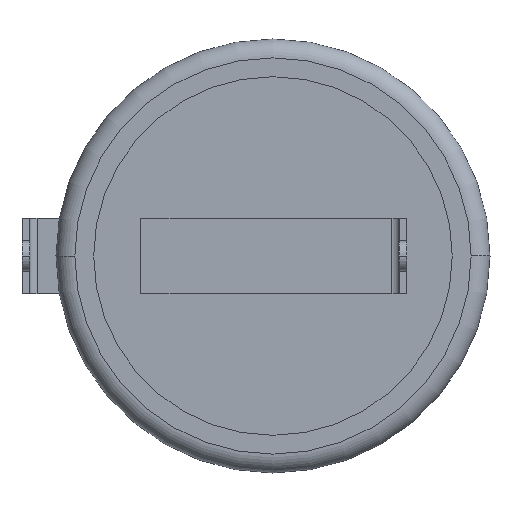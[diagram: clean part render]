
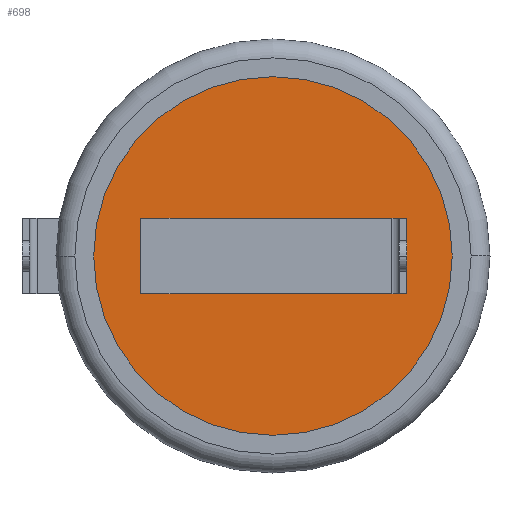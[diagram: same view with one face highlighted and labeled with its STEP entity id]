
A CAD part, front view. The second image highlights one B-rep face of the part: STEP entity #698.
In plain terms, the highlighted planar face has unit normal (0, -1, 0).
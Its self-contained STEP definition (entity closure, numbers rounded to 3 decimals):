
#75 = EDGE_CURVE ( 'NONE', #524, #210, #1082, .T. ) ;
#170 = DIRECTION ( 'NONE',  ( -1., 0., 0. ) ) ;
#210 = VERTEX_POINT ( 'NONE', #335 ) ;
#235 = FACE_OUTER_BOUND ( 'NONE', #1140, .T. ) ;
#331 = DIRECTION ( 'NONE',  ( 0., -1., 0. ) ) ;
#335 = CARTESIAN_POINT ( 'NONE',  ( 0., 0.2, 4.75 ) ) ;
#524 = VERTEX_POINT ( 'NONE', #798 ) ;
#698 = ADVANCED_FACE ( 'NONE', ( #235 ), #1388, .F. ) ;
#706 = ORIENTED_EDGE ( 'NONE', *, *, #1137, .T. ) ;
#713 = CARTESIAN_POINT ( 'NONE',  ( -3.5, 0.2, 1. ) ) ;
#720 = ORIENTED_EDGE ( 'NONE', *, *, #75, .T. ) ;
#724 = AXIS2_PLACEMENT_3D ( 'NONE', #713, #957, #1034 ) ;
#798 = CARTESIAN_POINT ( 'NONE',  ( 0., 0.2, -4.75 ) ) ;
#829 = CIRCLE ( 'NONE', #847, 4.75 ) ;
#840 = AXIS2_PLACEMENT_3D ( 'NONE', #1302, #1411, #170 ) ;
#847 = AXIS2_PLACEMENT_3D ( 'NONE', #1093, #331, #1331 ) ;
#957 = DIRECTION ( 'NONE',  ( 0., 1., 0. ) ) ;
#1034 = DIRECTION ( 'NONE',  ( -1., 0., 0. ) ) ;
#1082 = CIRCLE ( 'NONE', #840, 4.75 ) ;
#1093 = CARTESIAN_POINT ( 'NONE',  ( 0., 0.2, 0. ) ) ;
#1137 = EDGE_CURVE ( 'NONE', #210, #524, #829, .T. ) ;
#1140 = EDGE_LOOP ( 'NONE', ( #706, #720 ) ) ;
#1302 = CARTESIAN_POINT ( 'NONE',  ( 0., 0.2, 0. ) ) ;
#1331 = DIRECTION ( 'NONE',  ( -1., 0., 0. ) ) ;
#1388 = PLANE ( 'NONE',  #724 ) ;
#1411 = DIRECTION ( 'NONE',  ( 0., -1., 0. ) ) ;
